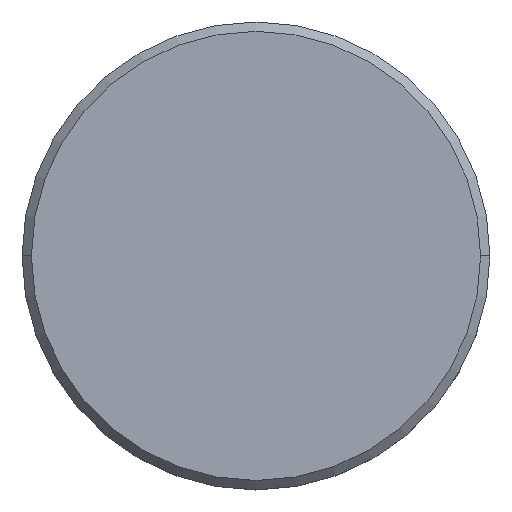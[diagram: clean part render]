
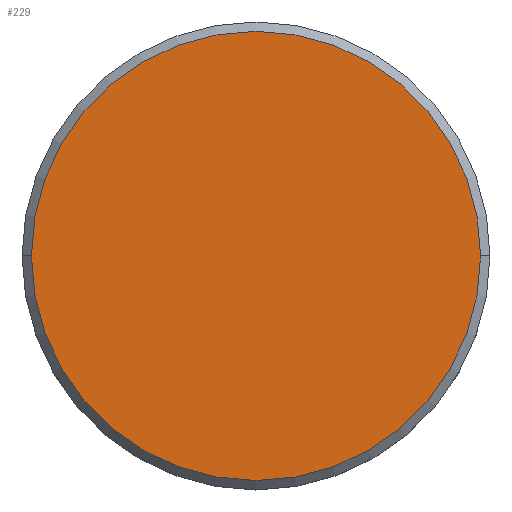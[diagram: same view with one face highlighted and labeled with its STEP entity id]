
A CAD part, top view. The second image highlights one B-rep face of the part: STEP entity #229.
In plain terms, the highlighted planar face has unit normal (0, 0, 1).
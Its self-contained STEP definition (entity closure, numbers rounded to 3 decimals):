
#9 = VERTEX_POINT ( 'NONE', #114 ) ;
#18 = DIRECTION ( 'NONE',  ( 1., 0., 0. ) ) ;
#57 = PLANE ( 'NONE',  #351 ) ;
#114 = CARTESIAN_POINT ( 'NONE',  ( -24., 0., 149. ) ) ;
#119 = CARTESIAN_POINT ( 'NONE',  ( 0., 0., 149. ) ) ;
#127 = EDGE_LOOP ( 'NONE', ( #438, #212 ) ) ;
#129 = CIRCLE ( 'NONE', #490, 24. ) ;
#180 = DIRECTION ( 'NONE',  ( 0., 0., 1. ) ) ;
#212 = ORIENTED_EDGE ( 'NONE', *, *, #260, .T. ) ;
#217 = DIRECTION ( 'NONE',  ( 0., 0., 1. ) ) ;
#229 = ADVANCED_FACE ( 'NONE', ( #418 ), #57, .T. ) ;
#253 = CARTESIAN_POINT ( 'NONE',  ( 0., 0., 149. ) ) ;
#260 = EDGE_CURVE ( 'NONE', #346, #9, #129, .T. ) ;
#267 = DIRECTION ( 'NONE',  ( 1., 0., 0. ) ) ;
#295 = CARTESIAN_POINT ( 'NONE',  ( 0., 0., 149. ) ) ;
#297 = DIRECTION ( 'NONE',  ( 1., 0., 0. ) ) ;
#346 = VERTEX_POINT ( 'NONE', #456 ) ;
#351 = AXIS2_PLACEMENT_3D ( 'NONE', #253, #217, #18 ) ;
#360 = DIRECTION ( 'NONE',  ( 0., 0., 1. ) ) ;
#401 = CIRCLE ( 'NONE', #443, 24. ) ;
#418 = FACE_OUTER_BOUND ( 'NONE', #127, .T. ) ;
#438 = ORIENTED_EDGE ( 'NONE', *, *, #461, .T. ) ;
#443 = AXIS2_PLACEMENT_3D ( 'NONE', #119, #360, #267 ) ;
#456 = CARTESIAN_POINT ( 'NONE',  ( 24., 0., 149. ) ) ;
#461 = EDGE_CURVE ( 'NONE', #9, #346, #401, .T. ) ;
#490 = AXIS2_PLACEMENT_3D ( 'NONE', #295, #180, #297 ) ;
